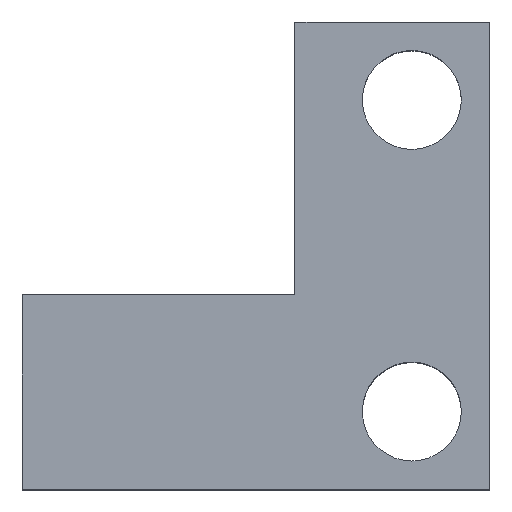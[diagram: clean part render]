
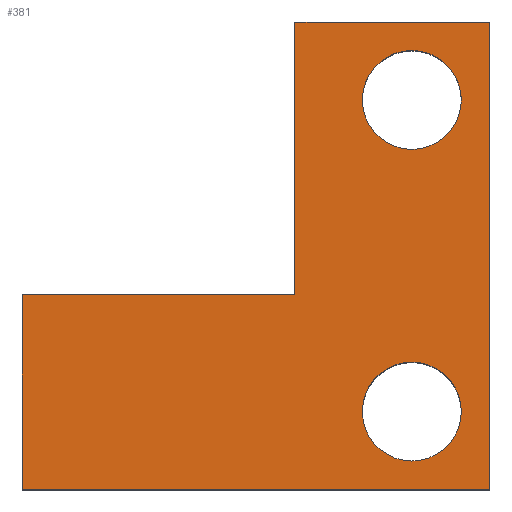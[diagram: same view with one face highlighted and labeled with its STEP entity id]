
A CAD part, top view. The second image highlights one B-rep face of the part: STEP entity #381.
In plain terms, the highlighted planar face has unit normal (0, 0, 1).
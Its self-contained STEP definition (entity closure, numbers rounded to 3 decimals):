
#3 = VERTEX_POINT ( 'NONE', #565 ) ;
#12 = ORIENTED_EDGE ( 'NONE', *, *, #688, .T. ) ;
#21 = EDGE_CURVE ( 'NONE', #106, #315, #28, .T. ) ;
#28 = CIRCLE ( 'NONE', #246, 6.35 ) ;
#30 = VECTOR ( 'NONE', #444, 1000. ) ;
#54 = DIRECTION ( 'NONE',  ( 0., 1., 0. ) ) ;
#55 = EDGE_CURVE ( 'NONE', #541, #3, #347, .T. ) ;
#56 = CARTESIAN_POINT ( 'NONE',  ( 20., 20., 10. ) ) ;
#58 = CARTESIAN_POINT ( 'NONE',  ( 5., -5., 10. ) ) ;
#64 = AXIS2_PLACEMENT_3D ( 'NONE', #321, #596, #648 ) ;
#80 = CARTESIAN_POINT ( 'NONE',  ( 26.35, -20., 10. ) ) ;
#106 = VERTEX_POINT ( 'NONE', #471 ) ;
#110 = DIRECTION ( 'NONE',  ( 0., 0., 1. ) ) ;
#115 = VERTEX_POINT ( 'NONE', #369 ) ;
#120 = EDGE_CURVE ( 'NONE', #115, #178, #475, .T. ) ;
#126 = CIRCLE ( 'NONE', #196, 6.35 ) ;
#137 = CARTESIAN_POINT ( 'NONE',  ( 30., -30., 10. ) ) ;
#163 = ORIENTED_EDGE ( 'NONE', *, *, #55, .T. ) ;
#171 = VERTEX_POINT ( 'NONE', #300 ) ;
#174 = LINE ( 'NONE', #58, #383 ) ;
#178 = VERTEX_POINT ( 'NONE', #511 ) ;
#196 = AXIS2_PLACEMENT_3D ( 'NONE', #410, #564, #634 ) ;
#197 = CARTESIAN_POINT ( 'NONE',  ( 10., -5., 10. ) ) ;
#221 = ORIENTED_EDGE ( 'NONE', *, *, #710, .F. ) ;
#225 = CARTESIAN_POINT ( 'NONE',  ( -30., 30., 10. ) ) ;
#228 = LINE ( 'NONE', #641, #30 ) ;
#233 = DIRECTION ( 'NONE',  ( -1., 0., 0. ) ) ;
#238 = EDGE_CURVE ( 'NONE', #315, #106, #497, .T. ) ;
#246 = AXIS2_PLACEMENT_3D ( 'NONE', #56, #110, #233 ) ;
#251 = CARTESIAN_POINT ( 'NONE',  ( 13.65, -20., 10. ) ) ;
#263 = CIRCLE ( 'NONE', #64, 6.35 ) ;
#271 = EDGE_CURVE ( 'NONE', #329, #323, #126, .T. ) ;
#297 = EDGE_CURVE ( 'NONE', #319, #541, #307, .T. ) ;
#300 = CARTESIAN_POINT ( 'NONE',  ( -30., -30., 10. ) ) ;
#304 = CARTESIAN_POINT ( 'NONE',  ( 30., -30., 10. ) ) ;
#306 = DIRECTION ( 'NONE',  ( 1., 0., 0. ) ) ;
#307 = LINE ( 'NONE', #137, #583 ) ;
#310 = DIRECTION ( 'NONE',  ( 0., 0., -1. ) ) ;
#315 = VERTEX_POINT ( 'NONE', #694 ) ;
#319 = VERTEX_POINT ( 'NONE', #304 ) ;
#321 = CARTESIAN_POINT ( 'NONE',  ( 20., -20., 10. ) ) ;
#323 = VERTEX_POINT ( 'NONE', #80 ) ;
#329 = VERTEX_POINT ( 'NONE', #251 ) ;
#347 = LINE ( 'NONE', #225, #714 ) ;
#348 = AXIS2_PLACEMENT_3D ( 'NONE', #687, #460, #728 ) ;
#363 = EDGE_CURVE ( 'NONE', #323, #329, #263, .T. ) ;
#365 = FACE_BOUND ( 'NONE', #690, .T. ) ;
#369 = CARTESIAN_POINT ( 'NONE',  ( -30., -5., 10. ) ) ;
#381 = ADVANCED_FACE ( 'NONE', ( #422, #365, #549 ), #592, .F. ) ;
#383 = VECTOR ( 'NONE', #54, 1000. ) ;
#390 = ORIENTED_EDGE ( 'NONE', *, *, #120, .F. ) ;
#395 = VECTOR ( 'NONE', #685, 1000. ) ;
#410 = CARTESIAN_POINT ( 'NONE',  ( 20., -20., 10. ) ) ;
#422 = FACE_BOUND ( 'NONE', #479, .T. ) ;
#438 = ORIENTED_EDGE ( 'NONE', *, *, #363, .F. ) ;
#444 = DIRECTION ( 'NONE',  ( 0., -1., 0. ) ) ;
#446 = LINE ( 'NONE', #515, #395 ) ;
#453 = ORIENTED_EDGE ( 'NONE', *, *, #297, .T. ) ;
#460 = DIRECTION ( 'NONE',  ( 0., 0., 1. ) ) ;
#471 = CARTESIAN_POINT ( 'NONE',  ( 13.65, 20., 10. ) ) ;
#472 = DIRECTION ( 'NONE',  ( 0., 1., 0. ) ) ;
#473 = AXIS2_PLACEMENT_3D ( 'NONE', #712, #310, #659 ) ;
#475 = LINE ( 'NONE', #197, #664 ) ;
#479 = EDGE_LOOP ( 'NONE', ( #669, #438 ) ) ;
#494 = ORIENTED_EDGE ( 'NONE', *, *, #581, .T. ) ;
#497 = CIRCLE ( 'NONE', #348, 6.35 ) ;
#511 = CARTESIAN_POINT ( 'NONE',  ( 5., -5., 10. ) ) ;
#515 = CARTESIAN_POINT ( 'NONE',  ( -30., -30., 10. ) ) ;
#519 = ORIENTED_EDGE ( 'NONE', *, *, #21, .F. ) ;
#541 = VERTEX_POINT ( 'NONE', #601 ) ;
#549 = FACE_OUTER_BOUND ( 'NONE', #606, .T. ) ;
#564 = DIRECTION ( 'NONE',  ( 0., 0., 1. ) ) ;
#565 = CARTESIAN_POINT ( 'NONE',  ( 5., 30., 10. ) ) ;
#574 = DIRECTION ( 'NONE',  ( -1., 0., 0. ) ) ;
#581 = EDGE_CURVE ( 'NONE', #115, #171, #228, .T. ) ;
#583 = VECTOR ( 'NONE', #472, 1000. ) ;
#592 = PLANE ( 'NONE',  #473 ) ;
#596 = DIRECTION ( 'NONE',  ( 0., 0., 1. ) ) ;
#601 = CARTESIAN_POINT ( 'NONE',  ( 30., 30., 10. ) ) ;
#606 = EDGE_LOOP ( 'NONE', ( #12, #453, #163, #221, #390, #494 ) ) ;
#634 = DIRECTION ( 'NONE',  ( -1., 0., 0. ) ) ;
#641 = CARTESIAN_POINT ( 'NONE',  ( -30., -30., 10. ) ) ;
#648 = DIRECTION ( 'NONE',  ( -1., 0., 0. ) ) ;
#659 = DIRECTION ( 'NONE',  ( -1., 0., 0. ) ) ;
#664 = VECTOR ( 'NONE', #306, 1000. ) ;
#669 = ORIENTED_EDGE ( 'NONE', *, *, #271, .F. ) ;
#684 = ORIENTED_EDGE ( 'NONE', *, *, #238, .F. ) ;
#685 = DIRECTION ( 'NONE',  ( 1., 0., 0. ) ) ;
#687 = CARTESIAN_POINT ( 'NONE',  ( 20., 20., 10. ) ) ;
#688 = EDGE_CURVE ( 'NONE', #171, #319, #446, .T. ) ;
#690 = EDGE_LOOP ( 'NONE', ( #519, #684 ) ) ;
#694 = CARTESIAN_POINT ( 'NONE',  ( 26.35, 20., 10. ) ) ;
#710 = EDGE_CURVE ( 'NONE', #178, #3, #174, .T. ) ;
#712 = CARTESIAN_POINT ( 'NONE',  ( 0., 0., 10. ) ) ;
#714 = VECTOR ( 'NONE', #574, 1000. ) ;
#728 = DIRECTION ( 'NONE',  ( -1., 0., 0. ) ) ;
